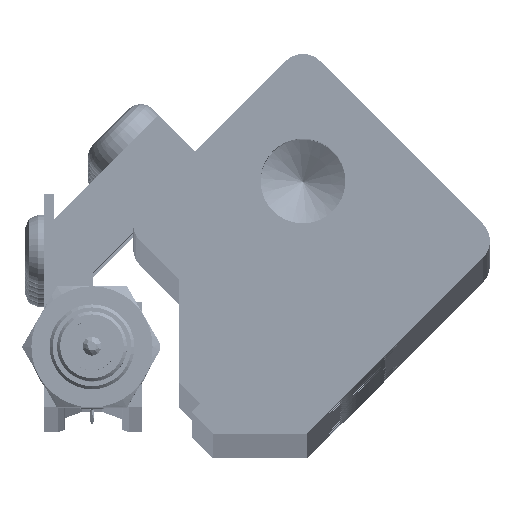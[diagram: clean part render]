
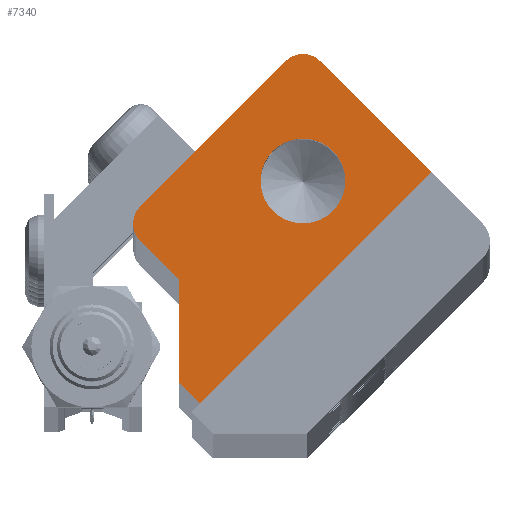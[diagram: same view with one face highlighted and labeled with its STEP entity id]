
A CAD part, top view. The second image highlights one B-rep face of the part: STEP entity #7340.
In plain terms, the highlighted face is planar.
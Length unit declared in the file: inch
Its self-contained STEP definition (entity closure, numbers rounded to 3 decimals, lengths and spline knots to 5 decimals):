
#1005=LINE('',#28313,#1267);
#1009=LINE('',#28605,#1271);
#1013=LINE('',#28612,#1275);
#1016=LINE('',#28618,#1278);
#1019=LINE('',#28624,#1281);
#1022=LINE('',#28636,#1284);
#1267=VECTOR('',#9902,0.3937);
#1271=VECTOR('',#10262,0.3937);
#1275=VECTOR('',#10268,0.3937);
#1278=VECTOR('',#10273,0.3937);
#1281=VECTOR('',#10278,0.3937);
#1284=VECTOR('',#10295,0.3937);
#1451=PLANE('',#8349);
#1804=FACE_BOUND('',#3047,.T.);
#2306=FACE_OUTER_BOUND('',#3046,.T.);
#3046=EDGE_LOOP('',(#6312,#6313,#6314,#6315,#6316,#6317,#6318,#6319));
#3047=EDGE_LOOP('',(#6320));
#3586=CIRCLE('',#8150,0.21875);
#3698=CIRCLE('',#8344,0.125);
#3700=CIRCLE('',#8347,0.125);
#4159=VERTEX_POINT('',#28289);
#4168=VERTEX_POINT('',#28310);
#4169=VERTEX_POINT('',#28312);
#4278=VERTEX_POINT('',#28602);
#4279=VERTEX_POINT('',#28604);
#4281=VERTEX_POINT('',#28610);
#4283=VERTEX_POINT('',#28616);
#4285=VERTEX_POINT('',#28622);
#4287=VERTEX_POINT('',#28631);
#4898=EDGE_CURVE('',#4159,#4159,#3586,.T.);
#4907=EDGE_CURVE('',#4168,#4169,#1005,.T.);
#5017=EDGE_CURVE('',#4278,#4279,#1009,.T.);
#5021=EDGE_CURVE('',#4281,#4278,#1013,.T.);
#5024=EDGE_CURVE('',#4283,#4281,#1016,.T.);
#5027=EDGE_CURVE('',#4285,#4283,#1019,.T.);
#5029=EDGE_CURVE('',#4169,#4285,#3698,.T.);
#5032=EDGE_CURVE('',#4287,#4168,#3700,.T.);
#5034=EDGE_CURVE('',#4279,#4287,#1022,.T.);
#6312=ORIENTED_EDGE('',*,*,#5034,.F.);
#6313=ORIENTED_EDGE('',*,*,#5017,.F.);
#6314=ORIENTED_EDGE('',*,*,#5021,.F.);
#6315=ORIENTED_EDGE('',*,*,#5024,.F.);
#6316=ORIENTED_EDGE('',*,*,#5027,.F.);
#6317=ORIENTED_EDGE('',*,*,#5029,.F.);
#6318=ORIENTED_EDGE('',*,*,#4907,.F.);
#6319=ORIENTED_EDGE('',*,*,#5032,.F.);
#6320=ORIENTED_EDGE('',*,*,#4898,.T.);
#7340=ADVANCED_FACE('',(#2306,#1804),#1451,.F.);
#8150=AXIS2_PLACEMENT_3D('',#28290,#9878,#9879);
#8344=AXIS2_PLACEMENT_3D('',#28627,#10283,#10284);
#8347=AXIS2_PLACEMENT_3D('',#28633,#10290,#10291);
#8349=AXIS2_PLACEMENT_3D('',#28637,#10296,#10297);
#9878=DIRECTION('center_axis',(0.,0.,1.));
#9879=DIRECTION('ref_axis',(-1.,0.,0.));
#9902=DIRECTION('',(0.,1.,0.));
#10262=DIRECTION('',(0.707,0.707,0.));
#10268=DIRECTION('',(1.,0.,0.));
#10273=DIRECTION('',(0.,-1.,0.));
#10278=DIRECTION('',(-1.,0.,0.));
#10283=DIRECTION('center_axis',(0.,0.,1.));
#10284=DIRECTION('ref_axis',(1.,0.,0.));
#10290=DIRECTION('center_axis',(0.,0.,1.));
#10291=DIRECTION('ref_axis',(0.,-1.,0.));
#10295=DIRECTION('',(1.,0.,0.));
#10296=DIRECTION('center_axis',(0.,0.,1.));
#10297=DIRECTION('ref_axis',(1.,0.,0.));
#28289=CARTESIAN_POINT('',(0.1875,0.8125,0.));
#28290=CARTESIAN_POINT('Origin',(0.40625,0.8125,0.));
#28310=CARTESIAN_POINT('',(0.90625,0.125,0.));
#28312=CARTESIAN_POINT('',(0.90625,1.1875,0.));
#28313=CARTESIAN_POINT('',(0.90625,0.125,0.));
#28602=CARTESIAN_POINT('',(0.125,-0.375,0.));
#28604=CARTESIAN_POINT('',(0.5,0.,0.));
#28605=CARTESIAN_POINT('',(0.125,-0.375,0.));
#28610=CARTESIAN_POINT('',(-0.03125,-0.375,0.));
#28612=CARTESIAN_POINT('',(-0.03125,-0.375,0.));
#28616=CARTESIAN_POINT('',(-0.03125,1.3125,0.));
#28618=CARTESIAN_POINT('',(-0.03125,1.3125,0.));
#28622=CARTESIAN_POINT('',(0.78125,1.3125,0.));
#28624=CARTESIAN_POINT('',(0.78125,1.3125,0.));
#28627=CARTESIAN_POINT('Origin',(0.78125,1.1875,0.));
#28631=CARTESIAN_POINT('',(0.78125,0.,0.));
#28633=CARTESIAN_POINT('Origin',(0.78125,0.125,0.));
#28636=CARTESIAN_POINT('',(0.5,0.,0.));
#28637=CARTESIAN_POINT('Origin',(0.38705,0.53917,0.));
